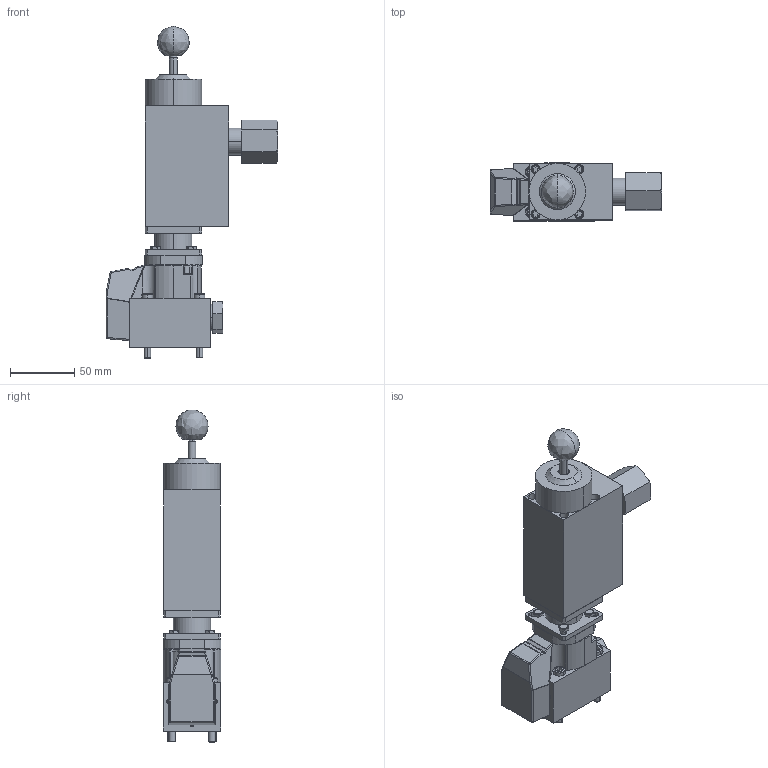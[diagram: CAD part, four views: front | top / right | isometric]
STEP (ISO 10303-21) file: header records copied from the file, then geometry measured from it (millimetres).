
FILE_DESCRIPTION (( 'STEP AP214' ), '1' );
FILE_NAME ('M3SEW6-UL.STEP', '2016-01-20T08:58:55', ( '' ), ( '' ), 'SwSTEP 2.0', 'SolidWorks 2012', '' );
FILE_SCHEMA (( 'AUTOMOTIVE_DESIGN' ));
Length unit declared in the file: millimetre
Products named in the file (1): M3SEW6-UL
Bounding box: 133 x 45 x 258 mm (x, y, z)
Volume: 393720.5 mm3; surface area: 138731.6 mm2
Topology: 23 solids, 23 shells, 867 faces, 2101 edges, 1305 vertices
Faces by surface type: cylinder 344, plane 276, bspline 124, cone 123
Entity records: 40636 total; most frequent: CARTESIAN_POINT 11082, DIRECTION 4094, ORIENTED_EDGE 4080, EDGE_CURVE 2040, AXIS2_PLACEMENT_3D 1589, VERTEX_POINT 1305, EDGE_LOOP 1015, VECTOR 916
